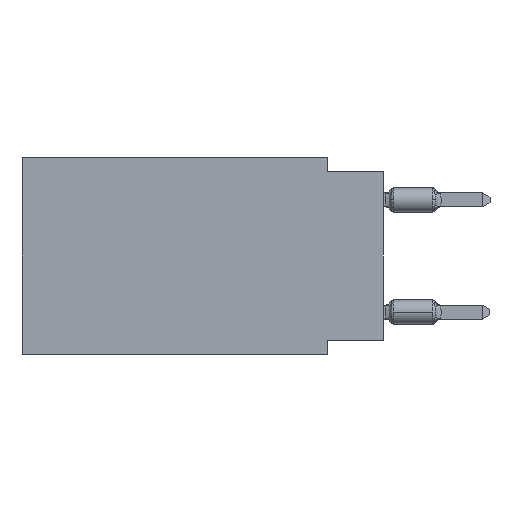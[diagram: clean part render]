
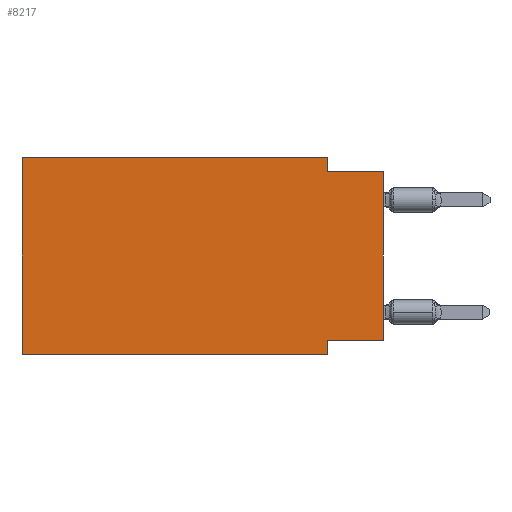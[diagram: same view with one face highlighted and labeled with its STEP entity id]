
A CAD part, left-side view. The second image highlights one B-rep face of the part: STEP entity #8217.
In plain terms, the highlighted planar face has unit normal (-1, 0, 0).
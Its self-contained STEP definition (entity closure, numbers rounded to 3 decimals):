
#429 = CARTESIAN_POINT ( 'NONE',  ( 0., 16.383, -8.89 ) ) ;
#628 = EDGE_CURVE ( 'NONE', #4417, #15738, #20828, .T. ) ;
#1024 = VERTEX_POINT ( 'NONE', #20912 ) ;
#1090 = DIRECTION ( 'NONE',  ( 0., 0., -1. ) ) ;
#1378 = CARTESIAN_POINT ( 'NONE',  ( 0., 0., -8.255 ) ) ;
#1843 = EDGE_CURVE ( 'NONE', #16674, #13847, #16896, .T. ) ;
#2004 = CARTESIAN_POINT ( 'NONE',  ( 0., 16.383, -8.89 ) ) ;
#2012 = DIRECTION ( 'NONE',  ( 0., 0., -1. ) ) ;
#2162 = DIRECTION ( 'NONE',  ( 0., 0., 1. ) ) ;
#2396 = CARTESIAN_POINT ( 'NONE',  ( 0., 0., -0.635 ) ) ;
#3069 = DIRECTION ( 'NONE',  ( 0., 0., -1. ) ) ;
#3406 = ORIENTED_EDGE ( 'NONE', *, *, #628, .F. ) ;
#3758 = FACE_OUTER_BOUND ( 'NONE', #5898, .T. ) ;
#3808 = LINE ( 'NONE', #11058, #22173 ) ;
#4060 = ORIENTED_EDGE ( 'NONE', *, *, #22667, .F. ) ;
#4182 = DIRECTION ( 'NONE',  ( 0., -1., 0. ) ) ;
#4417 = VERTEX_POINT ( 'NONE', #20809 ) ;
#4537 = ORIENTED_EDGE ( 'NONE', *, *, #1843, .T. ) ;
#5867 = CARTESIAN_POINT ( 'NONE',  ( 0., 16.383, 0. ) ) ;
#5898 = EDGE_LOOP ( 'NONE', ( #4537, #11021, #9411, #11483, #7584, #12003, #3406, #4060 ) ) ;
#6077 = CARTESIAN_POINT ( 'NONE',  ( 0., 2.54, 0. ) ) ;
#7423 = CARTESIAN_POINT ( 'NONE',  ( 0., 16.383, 0. ) ) ;
#7584 = ORIENTED_EDGE ( 'NONE', *, *, #15085, .F. ) ;
#7639 = EDGE_CURVE ( 'NONE', #17801, #15738, #16223, .T. ) ;
#7943 = EDGE_CURVE ( 'NONE', #12984, #1024, #17104, .T. ) ;
#8217 = ADVANCED_FACE ( 'NONE', ( #3758 ), #16381, .F. ) ;
#8345 = VECTOR ( 'NONE', #22365, 1000. ) ;
#9070 = DIRECTION ( 'NONE',  ( 0., 1., 0. ) ) ;
#9411 = ORIENTED_EDGE ( 'NONE', *, *, #7943, .F. ) ;
#10791 = EDGE_CURVE ( 'NONE', #1024, #13847, #11851, .T. ) ;
#10880 = DIRECTION ( 'NONE',  ( 1., 0., 0. ) ) ;
#10937 = DIRECTION ( 'NONE',  ( 0., -1., 0. ) ) ;
#11021 = ORIENTED_EDGE ( 'NONE', *, *, #10791, .F. ) ;
#11051 = LINE ( 'NONE', #7423, #19546 ) ;
#11058 = CARTESIAN_POINT ( 'NONE',  ( 0., 0., -8.255 ) ) ;
#11483 = ORIENTED_EDGE ( 'NONE', *, *, #16737, .F. ) ;
#11851 = LINE ( 'NONE', #18966, #18737 ) ;
#12003 = ORIENTED_EDGE ( 'NONE', *, *, #7639, .T. ) ;
#12090 = VECTOR ( 'NONE', #3069, 1000. ) ;
#12158 = CARTESIAN_POINT ( 'NONE',  ( 0., 16.383, 0. ) ) ;
#12464 = LINE ( 'NONE', #14103, #19486 ) ;
#12620 = AXIS2_PLACEMENT_3D ( 'NONE', #5867, #10880, #2012 ) ;
#12984 = VERTEX_POINT ( 'NONE', #6077 ) ;
#13724 = VECTOR ( 'NONE', #1090, 1000. ) ;
#13847 = VERTEX_POINT ( 'NONE', #2396 ) ;
#14103 = CARTESIAN_POINT ( 'NONE',  ( 0., 16.383, 0. ) ) ;
#15085 = EDGE_CURVE ( 'NONE', #17801, #22044, #11051, .T. ) ;
#15738 = VERTEX_POINT ( 'NONE', #19408 ) ;
#16223 = LINE ( 'NONE', #429, #21547 ) ;
#16381 = PLANE ( 'NONE',  #12620 ) ;
#16674 = VERTEX_POINT ( 'NONE', #1378 ) ;
#16737 = EDGE_CURVE ( 'NONE', #22044, #12984, #12464, .T. ) ;
#16783 = CARTESIAN_POINT ( 'NONE',  ( 0., 0., 0. ) ) ;
#16896 = LINE ( 'NONE', #16783, #8345 ) ;
#17104 = LINE ( 'NONE', #20377, #13724 ) ;
#17801 = VERTEX_POINT ( 'NONE', #2004 ) ;
#18737 = VECTOR ( 'NONE', #19537, 1000. ) ;
#18966 = CARTESIAN_POINT ( 'NONE',  ( 0., 0., -0.635 ) ) ;
#19069 = CARTESIAN_POINT ( 'NONE',  ( 0., 2.54, -8.89 ) ) ;
#19408 = CARTESIAN_POINT ( 'NONE',  ( 0., 2.54, -8.89 ) ) ;
#19486 = VECTOR ( 'NONE', #10937, 1000. ) ;
#19537 = DIRECTION ( 'NONE',  ( 0., -1., 0. ) ) ;
#19546 = VECTOR ( 'NONE', #2162, 1000. ) ;
#20377 = CARTESIAN_POINT ( 'NONE',  ( 0., 2.54, 0. ) ) ;
#20809 = CARTESIAN_POINT ( 'NONE',  ( 0., 2.54, -8.255 ) ) ;
#20828 = LINE ( 'NONE', #19069, #12090 ) ;
#20912 = CARTESIAN_POINT ( 'NONE',  ( 0., 2.54, -0.635 ) ) ;
#21547 = VECTOR ( 'NONE', #4182, 1000. ) ;
#22044 = VERTEX_POINT ( 'NONE', #12158 ) ;
#22173 = VECTOR ( 'NONE', #9070, 1000. ) ;
#22365 = DIRECTION ( 'NONE',  ( 0., 0., 1. ) ) ;
#22667 = EDGE_CURVE ( 'NONE', #16674, #4417, #3808, .T. ) ;
